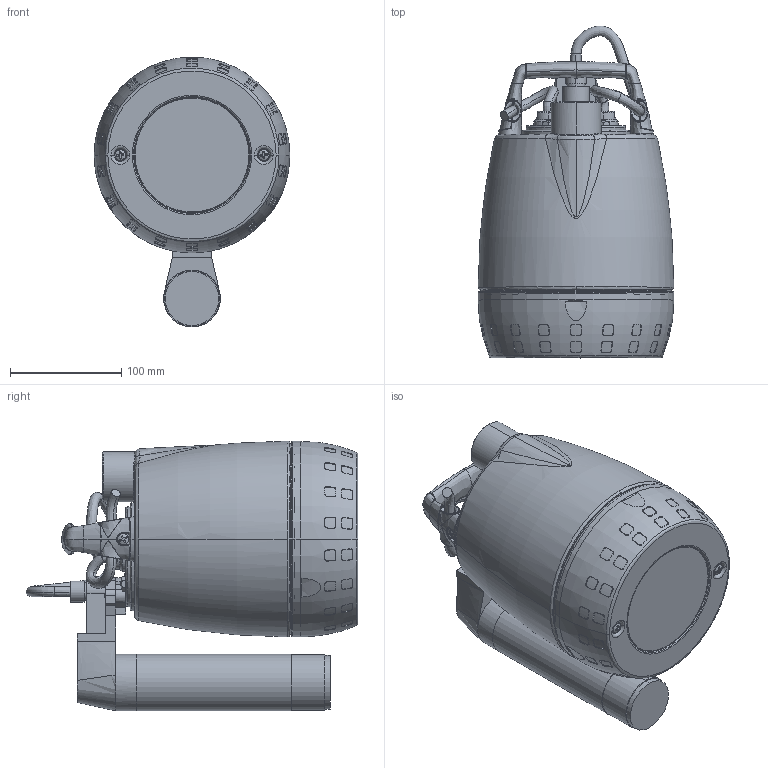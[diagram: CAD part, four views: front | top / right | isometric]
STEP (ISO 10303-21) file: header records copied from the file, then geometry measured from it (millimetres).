
FILE_DESCRIPTION (( 'STEP AP214' ), '1' );
FILE_NAME ('4_93_388_03_REV00.step', '2022-06-08T10:11:02', ( '' ), ( '' ), 'SwSTEP 2.0', 'SolidWorks 2020', '' );
FILE_SCHEMA (( 'AUTOMOTIVE_DESIGN' ));
Length unit declared in the file: millimetre
Products named in the file (2): 4_93_388_03_REV00; Copia di 4_93_388_03_REV00^4_93_388_03_REV00
Assembly tree (1 placements, depth 2):
  4_93_388_03_REV00
    Copia di 4_93_388_03_REV00^4_93_388_03_REV00
Bounding box: 176 x 298.56 x 242.5 mm (x, y, z)
Volume: 5355383.2 mm3; surface area: 328242.7 mm2
Topology: 15 solids, 15 shells, 1610 faces, 3966 edges, 2448 vertices
Faces by surface type: bspline 511, plane 509, cylinder 453, torus 62, cone 55, sphere 20
Entity records: 186074 total; most frequent: CARTESIAN_POINT 153669, ORIENTED_EDGE 7908, DIRECTION 4449, EDGE_CURVE 3954, VERTEX_POINT 2446, B_SPLINE_CURVE_WITH_KNOTS 2192, EDGE_LOOP 1698, ADVANCED_FACE 1610
